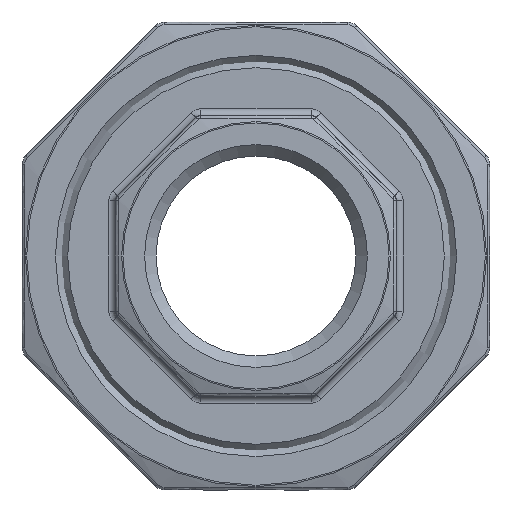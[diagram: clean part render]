
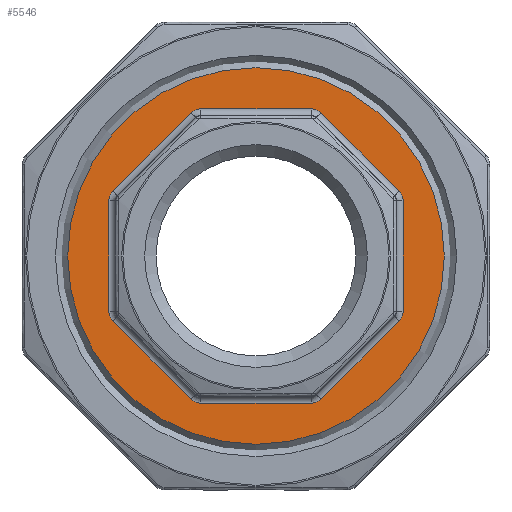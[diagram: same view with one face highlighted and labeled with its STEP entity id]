
A CAD part, left-side view. The second image highlights one B-rep face of the part: STEP entity #5546.
In plain terms, the highlighted planar face has unit normal (-1, 0, 0).
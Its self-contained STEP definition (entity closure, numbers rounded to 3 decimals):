
#140 = EDGE_CURVE ( 'NONE', #11999, #19057, #17883, .T. ) ;
#399 = AXIS2_PLACEMENT_3D ( 'NONE', #13706, #14983, #12121 ) ;
#834 = DIRECTION ( 'NONE',  ( 0., -1., 0. ) ) ;
#1110 = CARTESIAN_POINT ( 'NONE',  ( -9., 11., -4.142 ) ) ;
#1135 = ORIENTED_EDGE ( 'NONE', *, *, #11408, .T. ) ;
#1326 = CIRCLE ( 'NONE', #13892, 1. ) ;
#1348 = CARTESIAN_POINT ( 'NONE',  ( -9., 4.142, -11. ) ) ;
#1527 = DIRECTION ( 'NONE',  ( 1., 0., 0. ) ) ;
#1589 = VERTEX_POINT ( 'NONE', #14574 ) ;
#1793 = CARTESIAN_POINT ( 'NONE',  ( -9., -0.738, 14.818 ) ) ;
#1917 = EDGE_CURVE ( 'NONE', #13025, #1589, #8233, .T. ) ;
#1967 = VECTOR ( 'NONE', #11531, 1000. ) ;
#1970 = CARTESIAN_POINT ( 'NONE',  ( -9., 10.707, 4.849 ) ) ;
#2145 = DIRECTION ( 'NONE',  ( 0., -1., 0. ) ) ;
#2457 = CARTESIAN_POINT ( 'NONE',  ( -9., -10.707, 4.849 ) ) ;
#2470 = CARTESIAN_POINT ( 'NONE',  ( -9., 4.849, -10.707 ) ) ;
#2664 = CARTESIAN_POINT ( 'NONE',  ( -9., 4.142, 10. ) ) ;
#3071 = EDGE_CURVE ( 'NONE', #4619, #15557, #14072, .T. ) ;
#3228 = DIRECTION ( 'NONE',  ( 0., 0.707, 0.707 ) ) ;
#3331 = LINE ( 'NONE', #7146, #19780 ) ;
#3595 = VERTEX_POINT ( 'NONE', #12090 ) ;
#3644 = AXIS2_PLACEMENT_3D ( 'NONE', #8969, #3783, #10238 ) ;
#3724 = EDGE_CURVE ( 'NONE', #15557, #6839, #4816, .T. ) ;
#3783 = DIRECTION ( 'NONE',  ( 1., 0., 0. ) ) ;
#4148 = DIRECTION ( 'NONE',  ( 0., -1., 0. ) ) ;
#4277 = VERTEX_POINT ( 'NONE', #7730 ) ;
#4297 = CIRCLE ( 'NONE', #7021, 1. ) ;
#4380 = ORIENTED_EDGE ( 'NONE', *, *, #18035, .T. ) ;
#4421 = CARTESIAN_POINT ( 'NONE',  ( -9., -10.707, -4.849 ) ) ;
#4441 = CIRCLE ( 'NONE', #399, 14.08 ) ;
#4619 = VERTEX_POINT ( 'NONE', #1348 ) ;
#4694 = CARTESIAN_POINT ( 'NONE',  ( -9., 10., -4.142 ) ) ;
#4816 = LINE ( 'NONE', #17820, #12068 ) ;
#4893 = AXIS2_PLACEMENT_3D ( 'NONE', #18740, #9146, #7450 ) ;
#5539 = DIRECTION ( 'NONE',  ( 1., 0., 0. ) ) ;
#5546 = ADVANCED_FACE ( 'NONE', ( #9097, #8972 ), #7283, .T. ) ;
#5587 = CARTESIAN_POINT ( 'NONE',  ( -9., 14.08, -11. ) ) ;
#6207 = VERTEX_POINT ( 'NONE', #8878 ) ;
#6252 = ORIENTED_EDGE ( 'NONE', *, *, #11724, .T. ) ;
#6434 = LINE ( 'NONE', #1793, #1967 ) ;
#6683 = CIRCLE ( 'NONE', #14160, 1. ) ;
#6839 = VERTEX_POINT ( 'NONE', #15802 ) ;
#6996 = DIRECTION ( 'NONE',  ( 0., -1., 0. ) ) ;
#7021 = AXIS2_PLACEMENT_3D ( 'NONE', #2664, #10702, #6996 ) ;
#7146 = CARTESIAN_POINT ( 'NONE',  ( -9., -0.738, -14.818 ) ) ;
#7283 = PLANE ( 'NONE',  #12728 ) ;
#7309 = ORIENTED_EDGE ( 'NONE', *, *, #140, .T. ) ;
#7322 = EDGE_LOOP ( 'NONE', ( #15581, #7521, #7848, #1135, #15555, #11872, #12206, #13930, #7309, #6252, #12681, #8667, #7583, #7825, #7803, #4380 ) ) ;
#7450 = DIRECTION ( 'NONE',  ( 0., -1., 0. ) ) ;
#7521 = ORIENTED_EDGE ( 'NONE', *, *, #9603, .T. ) ;
#7583 = ORIENTED_EDGE ( 'NONE', *, *, #11675, .T. ) ;
#7730 = CARTESIAN_POINT ( 'NONE',  ( -9., -4.849, -10.707 ) ) ;
#7753 = CARTESIAN_POINT ( 'NONE',  ( -9., 4.142, 11. ) ) ;
#7803 = ORIENTED_EDGE ( 'NONE', *, *, #3724, .T. ) ;
#7825 = ORIENTED_EDGE ( 'NONE', *, *, #3071, .T. ) ;
#7848 = ORIENTED_EDGE ( 'NONE', *, *, #1917, .T. ) ;
#8233 = LINE ( 'NONE', #11425, #12963 ) ;
#8612 = CARTESIAN_POINT ( 'NONE',  ( -9., 10., 4.142 ) ) ;
#8667 = ORIENTED_EDGE ( 'NONE', *, *, #9894, .T. ) ;
#8735 = DIRECTION ( 'NONE',  ( 0., 0.707, -0.707 ) ) ;
#8878 = CARTESIAN_POINT ( 'NONE',  ( -9., -4.142, 11. ) ) ;
#8924 = LINE ( 'NONE', #16830, #17974 ) ;
#8969 = CARTESIAN_POINT ( 'NONE',  ( -9., -10., -4.142 ) ) ;
#8972 = FACE_OUTER_BOUND ( 'NONE', #17484, .T. ) ;
#9069 = VECTOR ( 'NONE', #20108, 1000. ) ;
#9085 = AXIS2_PLACEMENT_3D ( 'NONE', #15323, #5539, #2145 ) ;
#9097 = FACE_BOUND ( 'NONE', #7322, .T. ) ;
#9146 = DIRECTION ( 'NONE',  ( 1., 0., 0. ) ) ;
#9195 = DIRECTION ( 'NONE',  ( 0., -1., 0. ) ) ;
#9255 = CARTESIAN_POINT ( 'NONE',  ( -9., -4.849, 10.707 ) ) ;
#9603 = EDGE_CURVE ( 'NONE', #17691, #13025, #17007, .T. ) ;
#9894 = EDGE_CURVE ( 'NONE', #4277, #18986, #15149, .T. ) ;
#10238 = DIRECTION ( 'NONE',  ( 0., -1., 0. ) ) ;
#10458 = VERTEX_POINT ( 'NONE', #2457 ) ;
#10702 = DIRECTION ( 'NONE',  ( 1., 0., 0. ) ) ;
#10951 = CARTESIAN_POINT ( 'NONE',  ( -9., -4.142, 10. ) ) ;
#11283 = DIRECTION ( 'NONE',  ( 0., -1., 0. ) ) ;
#11408 = EDGE_CURVE ( 'NONE', #1589, #14748, #4297, .T. ) ;
#11425 = CARTESIAN_POINT ( 'NONE',  ( -9., 14.818, 0.738 ) ) ;
#11531 = DIRECTION ( 'NONE',  ( 0., -0.707, -0.707 ) ) ;
#11565 = EDGE_CURVE ( 'NONE', #14772, #10458, #6434, .T. ) ;
#11675 = EDGE_CURVE ( 'NONE', #18986, #4619, #16891, .T. ) ;
#11724 = EDGE_CURVE ( 'NONE', #19057, #13337, #12780, .T. ) ;
#11837 = EDGE_CURVE ( 'NONE', #6207, #14772, #6683, .T. ) ;
#11872 = ORIENTED_EDGE ( 'NONE', *, *, #11837, .T. ) ;
#11999 = VERTEX_POINT ( 'NONE', #20384 ) ;
#12068 = VECTOR ( 'NONE', #3228, 1000. ) ;
#12090 = CARTESIAN_POINT ( 'NONE',  ( -9., 14.08, 0. ) ) ;
#12121 = DIRECTION ( 'NONE',  ( 0., 1., 0. ) ) ;
#12206 = ORIENTED_EDGE ( 'NONE', *, *, #11565, .T. ) ;
#12371 = DIRECTION ( 'NONE',  ( 1., 0., 0. ) ) ;
#12681 = ORIENTED_EDGE ( 'NONE', *, *, #20250, .T. ) ;
#12728 = AXIS2_PLACEMENT_3D ( 'NONE', #15604, #20439, #834 ) ;
#12780 = CIRCLE ( 'NONE', #3644, 1. ) ;
#12963 = VECTOR ( 'NONE', #14713, 1000. ) ;
#13025 = VERTEX_POINT ( 'NONE', #1970 ) ;
#13337 = VERTEX_POINT ( 'NONE', #4421 ) ;
#13652 = CARTESIAN_POINT ( 'NONE',  ( -9., -4.142, -10. ) ) ;
#13706 = CARTESIAN_POINT ( 'NONE',  ( -9., 0., 0. ) ) ;
#13870 = AXIS2_PLACEMENT_3D ( 'NONE', #8612, #18309, #18517 ) ;
#13892 = AXIS2_PLACEMENT_3D ( 'NONE', #4694, #1527, #20709 ) ;
#13930 = ORIENTED_EDGE ( 'NONE', *, *, #17210, .T. ) ;
#14037 = CARTESIAN_POINT ( 'NONE',  ( -9., -11., -4.142 ) ) ;
#14072 = CIRCLE ( 'NONE', #4893, 1. ) ;
#14160 = AXIS2_PLACEMENT_3D ( 'NONE', #10951, #15876, #11283 ) ;
#14296 = DIRECTION ( 'NONE',  ( 0., 0., 1. ) ) ;
#14530 = VERTEX_POINT ( 'NONE', #1110 ) ;
#14574 = CARTESIAN_POINT ( 'NONE',  ( -9., 4.849, 10.707 ) ) ;
#14713 = DIRECTION ( 'NONE',  ( 0., -0.707, 0.707 ) ) ;
#14748 = VERTEX_POINT ( 'NONE', #7753 ) ;
#14772 = VERTEX_POINT ( 'NONE', #9255 ) ;
#14983 = DIRECTION ( 'NONE',  ( 1., 0., 0. ) ) ;
#15149 = CIRCLE ( 'NONE', #17895, 1. ) ;
#15235 = ORIENTED_EDGE ( 'NONE', *, *, #20479, .F. ) ;
#15323 = CARTESIAN_POINT ( 'NONE',  ( -9., -10., 4.142 ) ) ;
#15555 = ORIENTED_EDGE ( 'NONE', *, *, #18259, .T. ) ;
#15557 = VERTEX_POINT ( 'NONE', #2470 ) ;
#15581 = ORIENTED_EDGE ( 'NONE', *, *, #20643, .T. ) ;
#15604 = CARTESIAN_POINT ( 'NONE',  ( -9., 14.08, 0. ) ) ;
#15620 = LINE ( 'NONE', #18709, #17073 ) ;
#15802 = CARTESIAN_POINT ( 'NONE',  ( -9., 10.707, -4.849 ) ) ;
#15876 = DIRECTION ( 'NONE',  ( 1., 0., 0. ) ) ;
#16004 = CARTESIAN_POINT ( 'NONE',  ( -9., 11., 4.142 ) ) ;
#16830 = CARTESIAN_POINT ( 'NONE',  ( -9., 14.08, 11. ) ) ;
#16891 = LINE ( 'NONE', #5587, #9069 ) ;
#17007 = CIRCLE ( 'NONE', #13870, 1. ) ;
#17073 = VECTOR ( 'NONE', #14296, 1000. ) ;
#17210 = EDGE_CURVE ( 'NONE', #10458, #11999, #18621, .T. ) ;
#17484 = EDGE_LOOP ( 'NONE', ( #15235 ) ) ;
#17691 = VERTEX_POINT ( 'NONE', #16004 ) ;
#17820 = CARTESIAN_POINT ( 'NONE',  ( -9., 14.818, -0.738 ) ) ;
#17883 = LINE ( 'NONE', #20892, #20133 ) ;
#17895 = AXIS2_PLACEMENT_3D ( 'NONE', #13652, #12371, #9195 ) ;
#17974 = VECTOR ( 'NONE', #4148, 1000. ) ;
#18035 = EDGE_CURVE ( 'NONE', #6839, #14530, #1326, .T. ) ;
#18259 = EDGE_CURVE ( 'NONE', #14748, #6207, #8924, .T. ) ;
#18309 = DIRECTION ( 'NONE',  ( 1., 0., 0. ) ) ;
#18517 = DIRECTION ( 'NONE',  ( 0., -1., 0. ) ) ;
#18621 = CIRCLE ( 'NONE', #9085, 1. ) ;
#18709 = CARTESIAN_POINT ( 'NONE',  ( -9., 11., 0. ) ) ;
#18740 = CARTESIAN_POINT ( 'NONE',  ( -9., 4.142, -10. ) ) ;
#18986 = VERTEX_POINT ( 'NONE', #20064 ) ;
#19057 = VERTEX_POINT ( 'NONE', #14037 ) ;
#19595 = DIRECTION ( 'NONE',  ( 0., 0., -1. ) ) ;
#19780 = VECTOR ( 'NONE', #8735, 1000. ) ;
#20064 = CARTESIAN_POINT ( 'NONE',  ( -9., -4.142, -11. ) ) ;
#20108 = DIRECTION ( 'NONE',  ( 0., 1., 0. ) ) ;
#20133 = VECTOR ( 'NONE', #19595, 1000. ) ;
#20250 = EDGE_CURVE ( 'NONE', #13337, #4277, #3331, .T. ) ;
#20384 = CARTESIAN_POINT ( 'NONE',  ( -9., -11., 4.142 ) ) ;
#20439 = DIRECTION ( 'NONE',  ( -1., 0., 0. ) ) ;
#20479 = EDGE_CURVE ( 'NONE', #3595, #3595, #4441, .T. ) ;
#20643 = EDGE_CURVE ( 'NONE', #14530, #17691, #15620, .T. ) ;
#20709 = DIRECTION ( 'NONE',  ( 0., -1., 0. ) ) ;
#20892 = CARTESIAN_POINT ( 'NONE',  ( -9., -11., 0. ) ) ;
